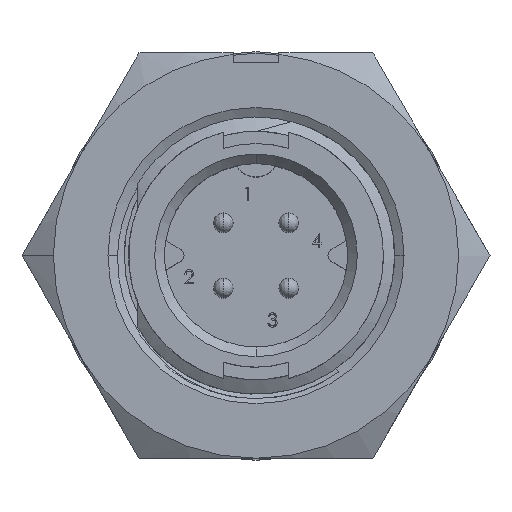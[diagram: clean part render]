
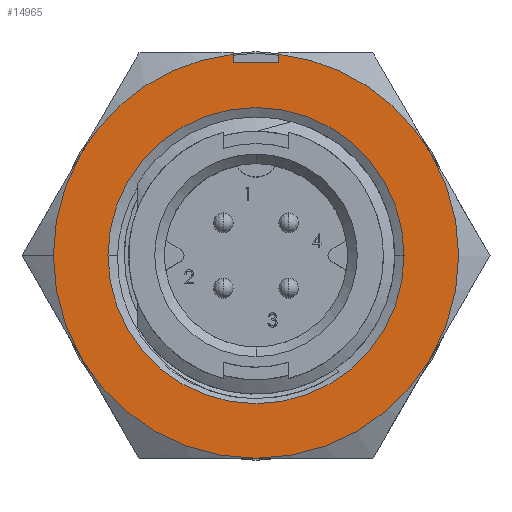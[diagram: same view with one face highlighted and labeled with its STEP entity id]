
A CAD part, top view. The second image highlights one B-rep face of the part: STEP entity #14965.
In plain terms, the highlighted planar face has unit normal (0, 0, 1).
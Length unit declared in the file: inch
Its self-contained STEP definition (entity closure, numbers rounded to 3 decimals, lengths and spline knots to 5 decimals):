
#50 = DIRECTION ( 'NONE',  ( -1., 0., 0. ) ) ;
#134 = DIRECTION ( 'NONE',  ( -1., 0., 0. ) ) ;
#277 = VECTOR ( 'NONE', #1925, 39.37008 ) ;
#1269 = CIRCLE ( 'NONE', #1321, 0.2265 ) ;
#1321 = AXIS2_PLACEMENT_3D ( 'NONE', #2063, #11910, #3509 ) ;
#1586 = EDGE_CURVE ( 'NONE', #12628, #2538, #14993, .T. ) ;
#1640 = VERTEX_POINT ( 'NONE', #14662 ) ;
#1719 = AXIS2_PLACEMENT_3D ( 'NONE', #17041, #8616, #134 ) ;
#1925 = DIRECTION ( 'NONE',  ( -1., 0., 0. ) ) ;
#2002 = EDGE_CURVE ( 'NONE', #8954, #7712, #9008, .T. ) ;
#2063 = CARTESIAN_POINT ( 'NONE',  ( 0., 0., 0.3945 ) ) ;
#2354 = EDGE_CURVE ( 'NONE', #17615, #9832, #6407, .T. ) ;
#2447 = ORIENTED_EDGE ( 'NONE', *, *, #2732, .F. ) ;
#2538 = VERTEX_POINT ( 'NONE', #15948 ) ;
#2732 = EDGE_CURVE ( 'NONE', #5235, #8954, #11219, .T. ) ;
#2747 = DIRECTION ( 'NONE',  ( 0., 0., -1. ) ) ;
#2844 = EDGE_CURVE ( 'NONE', #7712, #7693, #17363, .T. ) ;
#3420 = ORIENTED_EDGE ( 'NONE', *, *, #1586, .F. ) ;
#3440 = DIRECTION ( 'NONE',  ( 0., 0., -1. ) ) ;
#3493 = CARTESIAN_POINT ( 'NONE',  ( 0., -0.62, 0.3945 ) ) ;
#3509 = DIRECTION ( 'NONE',  ( 1., 0., 0. ) ) ;
#3745 = CARTESIAN_POINT ( 'NONE',  ( 0., 0., 0.3945 ) ) ;
#3777 = EDGE_CURVE ( 'NONE', #2538, #12628, #1269, .T. ) ;
#4057 = AXIS2_PLACEMENT_3D ( 'NONE', #6506, #6325, #6256 ) ;
#4348 = AXIS2_PLACEMENT_3D ( 'NONE', #11171, #2747, #12585 ) ;
#4460 = AXIS2_PLACEMENT_3D ( 'NONE', #11829, #3440, #13274 ) ;
#4596 = FACE_BOUND ( 'NONE', #6100, .T. ) ;
#4650 = VECTOR ( 'NONE', #7142, 39.37008 ) ;
#4805 = DIRECTION ( 'NONE',  ( 0., 0., -1. ) ) ;
#4921 = PLANE ( 'NONE',  #11969 ) ;
#5170 = DIRECTION ( 'NONE',  ( -1., 0., 0. ) ) ;
#5235 = VERTEX_POINT ( 'NONE', #16214 ) ;
#5729 = ORIENTED_EDGE ( 'NONE', *, *, #16404, .F. ) ;
#5963 = EDGE_CURVE ( 'NONE', #17615, #7274, #7819, .T. ) ;
#6012 = EDGE_CURVE ( 'NONE', #15892, #1640, #18158, .T. ) ;
#6099 = DIRECTION ( 'NONE',  ( 0., 0., -1. ) ) ;
#6100 = EDGE_LOOP ( 'NONE', ( #3420, #18038 ) ) ;
#6256 = DIRECTION ( 'NONE',  ( 1., 0., 0. ) ) ;
#6325 = DIRECTION ( 'NONE',  ( 0., 0., 1. ) ) ;
#6345 = DIRECTION ( 'NONE',  ( -1., 0., 0. ) ) ;
#6405 = VERTEX_POINT ( 'NONE', #6969 ) ;
#6407 = LINE ( 'NONE', #10059, #17169 ) ;
#6431 = ORIENTED_EDGE ( 'NONE', *, *, #6012, .F. ) ;
#6506 = CARTESIAN_POINT ( 'NONE',  ( 0., 0., 0.3945 ) ) ;
#6549 = AXIS2_PLACEMENT_3D ( 'NONE', #13228, #4805, #14653 ) ;
#6969 = CARTESIAN_POINT ( 'NONE',  ( 0.26847, 0.155, 0.3945 ) ) ;
#7142 = DIRECTION ( 'NONE',  ( 0., 1., 0. ) ) ;
#7274 = VERTEX_POINT ( 'NONE', #13167 ) ;
#7320 = DIRECTION ( 'NONE',  ( 0., 1., 0. ) ) ;
#7544 = CARTESIAN_POINT ( 'NONE',  ( -0.31, 0., 0.3945 ) ) ;
#7687 = CARTESIAN_POINT ( 'NONE',  ( 0.2265, 0., 0.3945 ) ) ;
#7693 = VERTEX_POINT ( 'NONE', #7544 ) ;
#7712 = VERTEX_POINT ( 'NONE', #17366 ) ;
#7819 = LINE ( 'NONE', #8947, #277 ) ;
#8075 = ORIENTED_EDGE ( 'NONE', *, *, #8589, .F. ) ;
#8111 = AXIS2_PLACEMENT_3D ( 'NONE', #16961, #8529, #50 ) ;
#8529 = DIRECTION ( 'NONE',  ( 0., 0., -1. ) ) ;
#8589 = EDGE_CURVE ( 'NONE', #6405, #5235, #12408, .T. ) ;
#8616 = DIRECTION ( 'NONE',  ( 0., 0., -1. ) ) ;
#8947 = CARTESIAN_POINT ( 'NONE',  ( -0.035, 0.295, 0.3945 ) ) ;
#8954 = VERTEX_POINT ( 'NONE', #15982 ) ;
#9008 = CIRCLE ( 'NONE', #6549, 0.31 ) ;
#9832 = VERTEX_POINT ( 'NONE', #17310 ) ;
#10059 = CARTESIAN_POINT ( 'NONE',  ( 0.035, -0.62, 0.3945 ) ) ;
#10209 = ORIENTED_EDGE ( 'NONE', *, *, #17207, .T. ) ;
#10712 = CARTESIAN_POINT ( 'NONE',  ( 0.035, 0.295, 0.3945 ) ) ;
#11134 = ORIENTED_EDGE ( 'NONE', *, *, #2354, .F. ) ;
#11171 = CARTESIAN_POINT ( 'NONE',  ( 0., 0., 0.3945 ) ) ;
#11219 = CIRCLE ( 'NONE', #13737, 0.31 ) ;
#11272 = ORIENTED_EDGE ( 'NONE', *, *, #16284, .F. ) ;
#11829 = CARTESIAN_POINT ( 'NONE',  ( 0., 0., 0.3945 ) ) ;
#11910 = DIRECTION ( 'NONE',  ( 0., 0., 1. ) ) ;
#11969 = AXIS2_PLACEMENT_3D ( 'NONE', #3493, #17507, #6345 ) ;
#12056 = FACE_OUTER_BOUND ( 'NONE', #13909, .T. ) ;
#12327 = CARTESIAN_POINT ( 'NONE',  ( -0.035, 0.35188, 0.3945 ) ) ;
#12408 = CIRCLE ( 'NONE', #1719, 0.31 ) ;
#12585 = DIRECTION ( 'NONE',  ( -1., 0., 0. ) ) ;
#12628 = VERTEX_POINT ( 'NONE', #7687 ) ;
#12743 = ORIENTED_EDGE ( 'NONE', *, *, #5963, .T. ) ;
#13167 = CARTESIAN_POINT ( 'NONE',  ( -0.035, 0.295, 0.3945 ) ) ;
#13228 = CARTESIAN_POINT ( 'NONE',  ( 0., 0., 0.3945 ) ) ;
#13274 = DIRECTION ( 'NONE',  ( -1., 0., 0. ) ) ;
#13591 = DIRECTION ( 'NONE',  ( 0., 0., -1. ) ) ;
#13737 = AXIS2_PLACEMENT_3D ( 'NONE', #14509, #6099, #15915 ) ;
#13909 = EDGE_LOOP ( 'NONE', ( #11134, #12743, #10209, #6431, #5729, #15327, #17047, #2447, #8075, #11272 ) ) ;
#14097 = CIRCLE ( 'NONE', #4348, 0.31 ) ;
#14509 = CARTESIAN_POINT ( 'NONE',  ( 0., 0., 0.3945 ) ) ;
#14653 = DIRECTION ( 'NONE',  ( -1., 0., 0. ) ) ;
#14662 = CARTESIAN_POINT ( 'NONE',  ( -0.035, 0.30802, 0.3945 ) ) ;
#14663 = AXIS2_PLACEMENT_3D ( 'NONE', #3745, #13591, #5170 ) ;
#14761 = CARTESIAN_POINT ( 'NONE',  ( -0.26847, 0.155, 0.3945 ) ) ;
#14965 = ADVANCED_FACE ( 'NONE', ( #12056, #4596 ), #4921, .F. ) ;
#14993 = CIRCLE ( 'NONE', #4057, 0.2265 ) ;
#15327 = ORIENTED_EDGE ( 'NONE', *, *, #2844, .F. ) ;
#15447 = LINE ( 'NONE', #12327, #4650 ) ;
#15892 = VERTEX_POINT ( 'NONE', #14761 ) ;
#15915 = DIRECTION ( 'NONE',  ( -1., 0., 0. ) ) ;
#15948 = CARTESIAN_POINT ( 'NONE',  ( -0.2265, 0., 0.3945 ) ) ;
#15982 = CARTESIAN_POINT ( 'NONE',  ( 0., -0.31, 0.3945 ) ) ;
#16049 = CIRCLE ( 'NONE', #8111, 0.31 ) ;
#16214 = CARTESIAN_POINT ( 'NONE',  ( 0.26847, -0.155, 0.3945 ) ) ;
#16284 = EDGE_CURVE ( 'NONE', #9832, #6405, #14097, .T. ) ;
#16404 = EDGE_CURVE ( 'NONE', #7693, #15892, #16049, .T. ) ;
#16961 = CARTESIAN_POINT ( 'NONE',  ( 0., 0., 0.3945 ) ) ;
#17041 = CARTESIAN_POINT ( 'NONE',  ( 0., 0., 0.3945 ) ) ;
#17047 = ORIENTED_EDGE ( 'NONE', *, *, #2002, .F. ) ;
#17169 = VECTOR ( 'NONE', #7320, 39.37008 ) ;
#17207 = EDGE_CURVE ( 'NONE', #7274, #1640, #15447, .T. ) ;
#17310 = CARTESIAN_POINT ( 'NONE',  ( 0.035, 0.30802, 0.3945 ) ) ;
#17363 = CIRCLE ( 'NONE', #14663, 0.31 ) ;
#17366 = CARTESIAN_POINT ( 'NONE',  ( -0.26847, -0.155, 0.3945 ) ) ;
#17507 = DIRECTION ( 'NONE',  ( 0., 0., -1. ) ) ;
#17615 = VERTEX_POINT ( 'NONE', #10712 ) ;
#18038 = ORIENTED_EDGE ( 'NONE', *, *, #3777, .F. ) ;
#18158 = CIRCLE ( 'NONE', #4460, 0.31 ) ;
